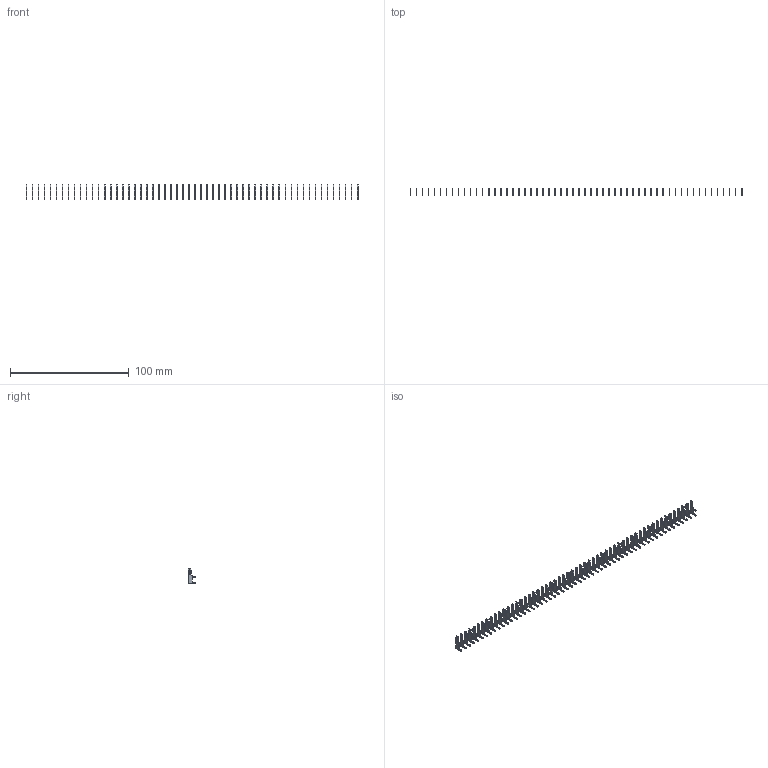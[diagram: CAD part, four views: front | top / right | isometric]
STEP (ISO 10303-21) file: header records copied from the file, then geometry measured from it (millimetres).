
FILE_DESCRIPTION (( 'STEP AP203' ), '1' );
FILE_NAME ('105-056-203-200.STEP', '2020-08-30T00:33:47', ( '' ), ( '' ), 'SwSTEP 2.0', 'SolidWorks 2020', '' );
FILE_SCHEMA (( 'CONFIG_CONTROL_DESIGN' ));
Length unit declared in the file: inch
Products named in the file (2): 100-290-001_100-290-203; 105-056-203-200
Assembly tree (56 placements, depth 2):
  105-056-203-200
    100-290-001_100-290-203  x56
Bounding box: 280 x 6.53 x 12.7 mm (x, y, z)
Volume: 1413.8 mm3; surface area: 6480.3 mm2
Topology: 56 solids, 56 shells, 1568 faces, 4368 edges, 2912 vertices
Faces by surface type: plane 1176, cylinder 392
Entity records: 2856 total; most frequent: DIRECTION 262, CARTESIAN_POINT 229, ORIENTED_EDGE 156, CALENDAR_DATE 122, COORDINATED_UNIVERSAL_TIME_OFFSET 122, LOCAL_TIME 122, DATE_AND_TIME 122, AXIS2_PLACEMENT_3D 101
